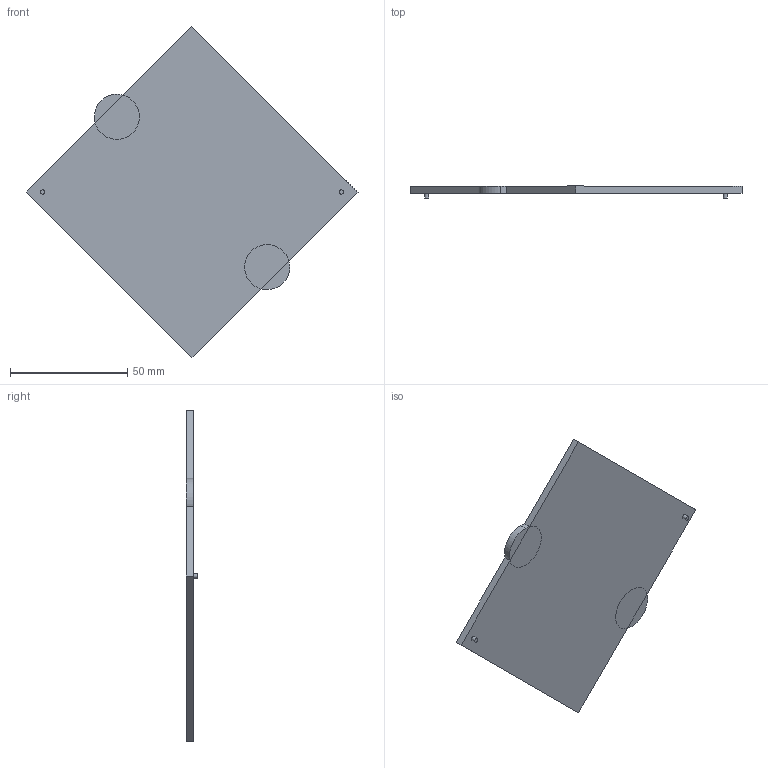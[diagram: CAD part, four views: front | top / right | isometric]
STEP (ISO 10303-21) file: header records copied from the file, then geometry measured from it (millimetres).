
FILE_DESCRIPTION(('FreeCAD Model'),'2;1');
FILE_NAME('Open CASCADE Shape Model','2025-07-17T19:59:40',('Author'),( ''),'Open CASCADE STEP processor 7.8','FreeCAD','Unknown');
FILE_SCHEMA(('AUTOMOTIVE_DESIGN { 1 0 10303 214 1 1 1 1 }'));
Length unit declared in the file: millimetre
Products named in the file (1): Fusion004
Bounding box: 141.42 x 5 x 141.42 mm (x, y, z)
Volume: 19284.4 mm3; surface area: 22248.2 mm2
Topology: 1 solids, 1 shells, 35 faces, 70 edges, 42 vertices
Faces by surface type: plane 23, bspline 8, cylinder 4
Full cylindrical faces by diameter (mm): 1.8 x2, 16 x2
Entity records: 1422 total; most frequent: CARTESIAN_POINT 434, ORIENTED_EDGE 140, DIRECTION 114, EDGE_CURVE 70, VERTEX_POINT 42, FACE_BOUND 40, EDGE_LOOP 40, AXIS2_PLACEMENT_3D 38
